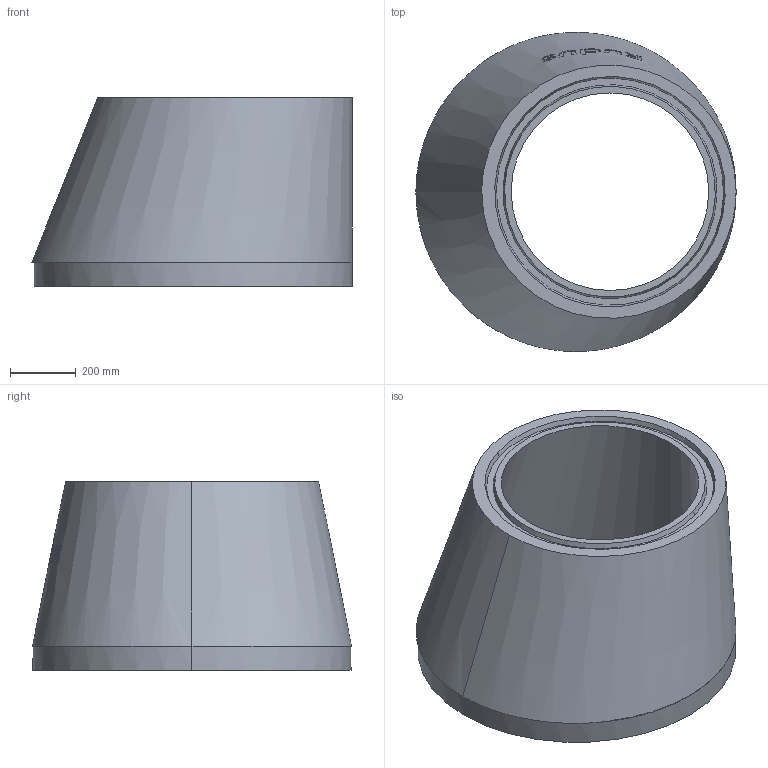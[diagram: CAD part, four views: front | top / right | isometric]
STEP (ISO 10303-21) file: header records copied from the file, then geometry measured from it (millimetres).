
FILE_DESCRIPTION (( 'STEP AP203' ), '1' );
FILE_NAME ('Rudus 2408651 EK-kartiorengas 800-600.step', '2020-03-09T05:22:47', ( '' ), ( '' ), 'SwSTEP 2.0', 'SolidWorks 2019', '' );
FILE_SCHEMA (( 'CONFIG_CONTROL_DESIGN' ));
Length unit declared in the file: millimetre
Products named in the file (2): Rudus 2408651 EK-kartiorengas 800-600; EK-osa-kaivorunko_EK-kaivonrengas_lukitusuralla
Assembly tree (1 placements, depth 2):
  Rudus 2408651 EK-kartiorengas 800-600
    EK-osa-kaivorunko_EK-kaivonrengas_lukitusuralla
Bounding box: 972.39 x 969.09 x 574 mm (x, y, z)
Volume: 113436717.8 mm3; surface area: 3439666.8 mm2
Topology: 1 solids, 1 shells, 105 faces, 270 edges, 177 vertices
Faces by surface type: bspline 81, cylinder 8, plane 8, torus 4, cone 4
Entity records: 22479 total; most frequent: CARTESIAN_POINT 20388, ORIENTED_EDGE 532, EDGE_CURVE 266, B_SPLINE_CURVE_WITH_KNOTS 218, VERTEX_POINT 175, DIRECTION 140, EDGE_LOOP 119, ADVANCED_FACE 105
